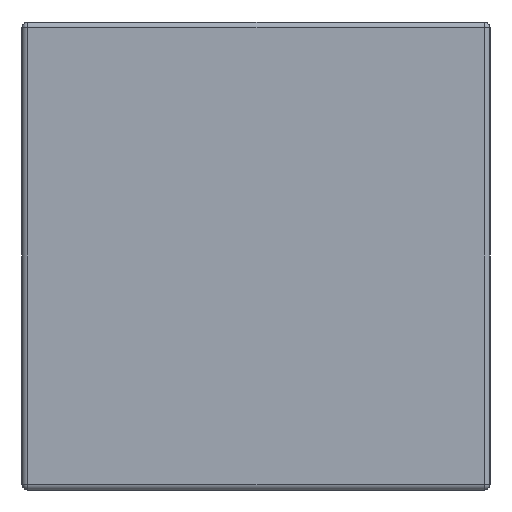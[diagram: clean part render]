
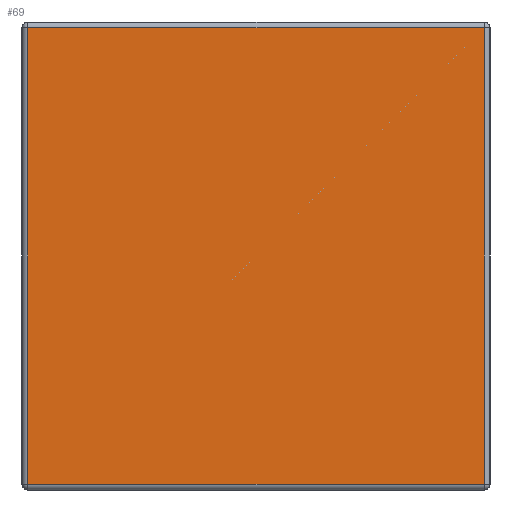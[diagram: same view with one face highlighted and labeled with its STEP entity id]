
A CAD part, left-side view. The second image highlights one B-rep face of the part: STEP entity #69.
In plain terms, the highlighted planar face has unit normal (-1, 0, 0).
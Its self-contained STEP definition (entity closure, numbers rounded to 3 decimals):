
#69 = ADVANCED_FACE ( 'NONE', ( #524 ), #653, .F. ) ;
#70 = VERTEX_POINT ( 'NONE', #641 ) ;
#71 = VERTEX_POINT ( 'NONE', #635 ) ;
#75 = VERTEX_POINT ( 'NONE', #542 ) ;
#76 = EDGE_CURVE ( 'NONE', #282, #70, #654, .T. ) ;
#78 = ORIENTED_EDGE ( 'NONE', *, *, #76, .T. ) ;
#83 = EDGE_CURVE ( 'NONE', #75, #71, #495, .T. ) ;
#103 = ORIENTED_EDGE ( 'NONE', *, *, #415, .T. ) ;
#106 = VECTOR ( 'NONE', #248, 1000. ) ;
#248 = DIRECTION ( 'NONE',  ( 0., 0., -1. ) ) ;
#249 = EDGE_LOOP ( 'NONE', ( #103, #252, #283, #78 ) ) ;
#252 = ORIENTED_EDGE ( 'NONE', *, *, #83, .T. ) ;
#278 = EDGE_CURVE ( 'NONE', #71, #282, #1265, .T. ) ;
#282 = VERTEX_POINT ( 'NONE', #1261 ) ;
#283 = ORIENTED_EDGE ( 'NONE', *, *, #278, .T. ) ;
#415 = EDGE_CURVE ( 'NONE', #70, #75, #1700, .T. ) ;
#494 = CARTESIAN_POINT ( 'NONE',  ( -1.6, 1.22, 2.5 ) ) ;
#495 = LINE ( 'NONE', #494, #106 ) ;
#524 = FACE_OUTER_BOUND ( 'NONE', #249, .T. ) ;
#542 = CARTESIAN_POINT ( 'NONE',  ( -1.6, 1.22, 2.47 ) ) ;
#566 = VECTOR ( 'NONE', #636, 1000. ) ;
#633 = CARTESIAN_POINT ( 'NONE',  ( -1.6, -1.22, 2.5 ) ) ;
#635 = CARTESIAN_POINT ( 'NONE',  ( -1.6, 1.22, 0.03 ) ) ;
#636 = DIRECTION ( 'NONE',  ( 0., 0., 1. ) ) ;
#637 = DIRECTION ( 'NONE',  ( 0., 0., -1. ) ) ;
#638 = DIRECTION ( 'NONE',  ( 1., 0., 0. ) ) ;
#639 = CARTESIAN_POINT ( 'NONE',  ( -1.6, 1.25, 2.5 ) ) ;
#641 = CARTESIAN_POINT ( 'NONE',  ( -1.6, -1.22, 2.47 ) ) ;
#652 = AXIS2_PLACEMENT_3D ( 'NONE', #639, #638, #637 ) ;
#653 = PLANE ( 'NONE',  #652 ) ;
#654 = LINE ( 'NONE', #633, #566 ) ;
#1256 = CARTESIAN_POINT ( 'NONE',  ( -1.6, 1.25, 0.03 ) ) ;
#1259 = DIRECTION ( 'NONE',  ( 0., -1., 0. ) ) ;
#1261 = CARTESIAN_POINT ( 'NONE',  ( -1.6, -1.22, 0.03 ) ) ;
#1262 = VECTOR ( 'NONE', #1259, 1000. ) ;
#1265 = LINE ( 'NONE', #1256, #1262 ) ;
#1697 = DIRECTION ( 'NONE',  ( 0., 1., 0. ) ) ;
#1698 = VECTOR ( 'NONE', #1697, 1000. ) ;
#1699 = CARTESIAN_POINT ( 'NONE',  ( -1.6, 1.25, 2.47 ) ) ;
#1700 = LINE ( 'NONE', #1699, #1698 ) ;
